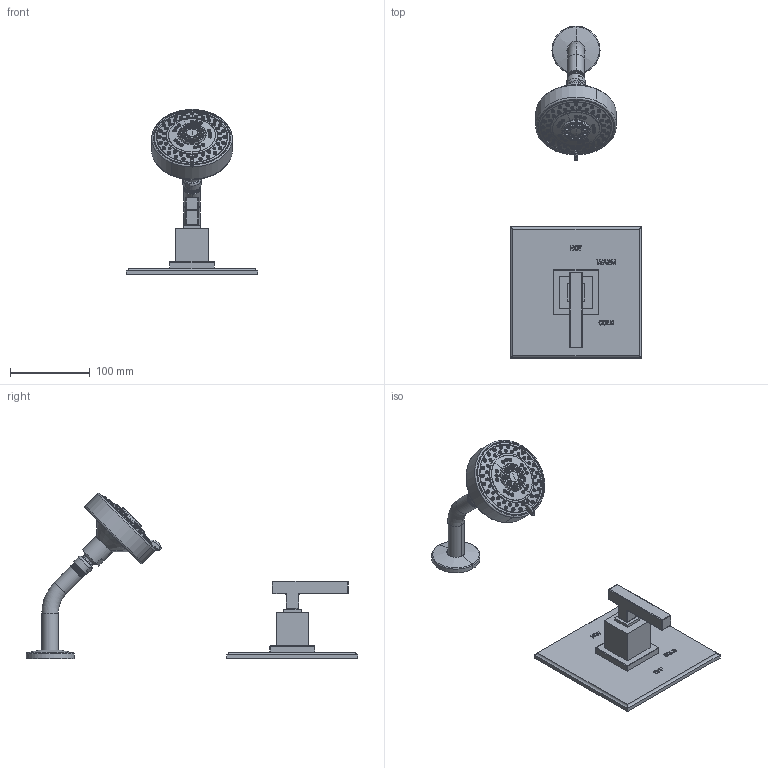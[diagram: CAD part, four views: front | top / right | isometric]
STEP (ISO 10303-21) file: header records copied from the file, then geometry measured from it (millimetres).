
FILE_DESCRIPTION((''),'2;1');
FILE_NAME('3-2024BP','2021-05-28T10:04:38',('jinson.thomas'),(''),'CREO PARAMETRIC BY PTC INC, 2018400','CREO PARAMETRIC BY PTC INC, 2018400','');
FILE_SCHEMA(('CONFIG_CONTROL_DESIGN'));
Products named in the file (1): 3-2024BP
Bounding box: 165.1 x 417.58 x 207.64 mm (x, y, z)
Volume: 673460 mm3; surface area: 123030.2 mm2
Topology: 2 solids, 2 shells, 1335 faces, 2933 edges, 1775 vertices
Faces by surface type: torus 325, cone 298, plane 284, cylinder 230, bspline 96, extrusion 80, sphere 22
Entity records: 54839 total; most frequent: CARTESIAN_POINT 26419, ORIENTED_EDGE 5862, DIRECTION 5705, EDGE_CURVE 2931, AXIS2_PLACEMENT_3D 2281, VERTEX_POINT 1775, EDGE_LOOP 1526, FACE_OUTER_BOUND 1335
